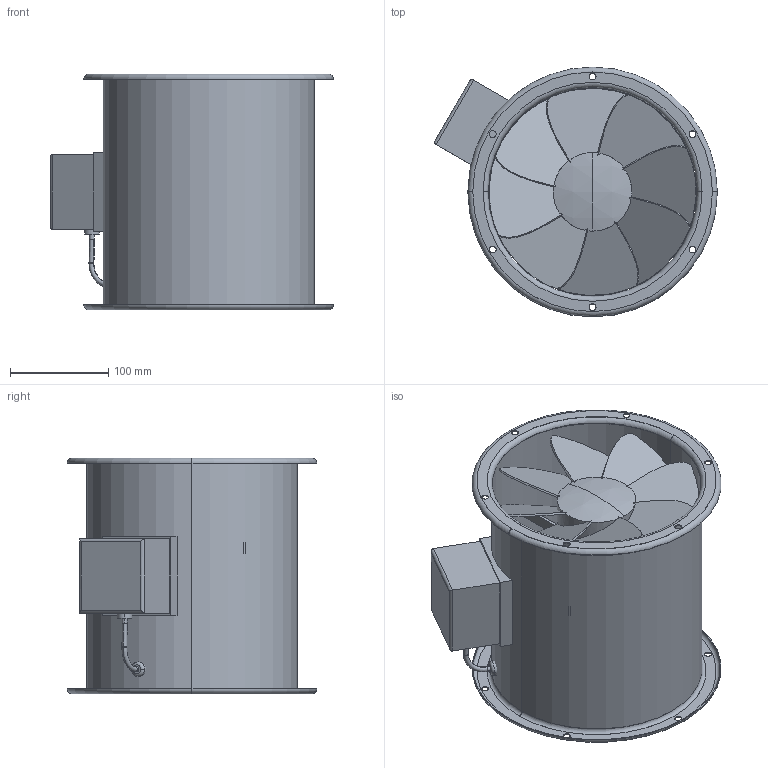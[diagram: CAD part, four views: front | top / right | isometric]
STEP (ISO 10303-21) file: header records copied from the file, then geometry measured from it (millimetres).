
FILE_DESCRIPTION (( 'STEP AP214' ), '1' );
FILE_NAME ('DZR 20-2B E Ex e.step', '2009-06-29T15:00:48', ( 'Wolfgang Schmidt' ), ( 'WS-KO' ), 'SwSTEP 2.0', 'SolidWorks 2008', '' );
FILE_SCHEMA (( 'AUTOMOTIVE_DESIGN' ));
Length unit declared in the file: millimetre
Products named in the file (1): DZR 20-2B E Ex e
Bounding box: 287.79 x 254 x 240 mm (x, y, z)
Volume: 1407546.1 mm3; surface area: 617117.4 mm2
Topology: 6 solids, 6 shells, 300 faces, 749 edges, 491 vertices
Faces by surface type: plane 103, cylinder 98, torus 78, bspline 16, sphere 5
Entity records: 10952 total; most frequent: CARTESIAN_POINT 3809, ORIENTED_EDGE 1490, DIRECTION 1328, EDGE_CURVE 745, AXIS2_PLACEMENT_3D 554, VERTEX_POINT 489, EDGE_LOOP 360, FACE_OUTER_BOUND 300
